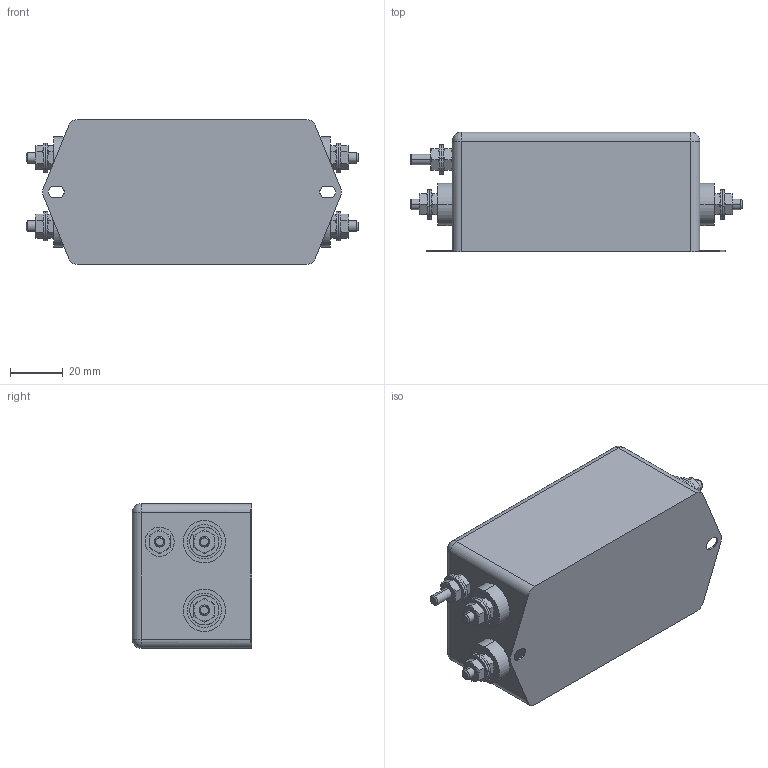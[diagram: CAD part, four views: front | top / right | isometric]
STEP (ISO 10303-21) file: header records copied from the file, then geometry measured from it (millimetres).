
FILE_DESCRIPTION (( 'STEP AP203' ), '1' );
FILE_NAME ('30DBS5B.STEP', '2017-12-26T01:34:08', ( 'Delta' ), ( '' ), 'SwSTEP 2.0', 'SolidWorks 2011', '' );
FILE_SCHEMA (( 'CONFIG_CONTROL_DESIGN' ));
Length unit declared in the file: millimetre
Products named in the file (4): 3110230000; 3110160000-#8-32 T3.17_STD; 3320753400; 30DBS5B
Assembly tree (21 placements, depth 2):
  30DBS5B
    3110160000-#8-32 T3.17_STD  x10
    3110230000  x10
    3320753400
Bounding box: 126 x 45.4 x 55 mm (x, y, z)
Volume: 240423.1 mm3; surface area: 30219.6 mm2
Topology: 21 solids, 21 shells, 363 faces, 786 edges, 474 vertices
Faces by surface type: cone 130, plane 129, cylinder 100, sphere 4
Entity records: 4104 total; most frequent: CARTESIAN_POINT 631, DIRECTION 606, ORIENTED_EDGE 484, AXIS2_PLACEMENT_3D 253, EDGE_CURVE 242, VERTEX_POINT 150, EDGE_LOOP 132, CIRCLE 118
